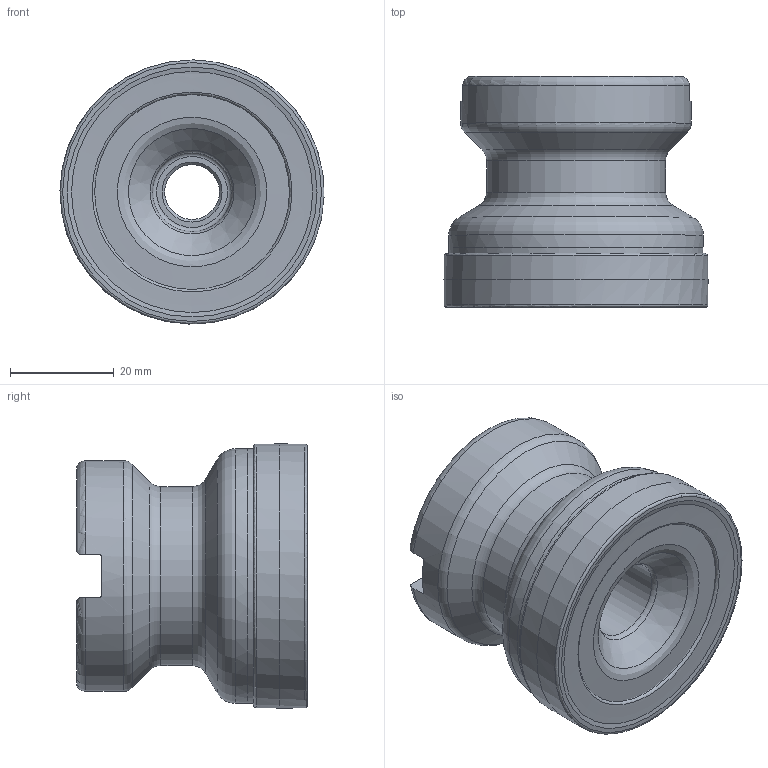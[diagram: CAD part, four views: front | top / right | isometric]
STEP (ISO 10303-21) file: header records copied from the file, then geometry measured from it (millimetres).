
FILE_DESCRIPTION(/* description */ (''),/* implementation_level */ '2;1');
FILE_NAME(/* name */ 'F90-APKT10-D200Z7S075I.stp',/* time_stamp */ '2023-04-13T14:13:49+09:00',/* author */ (''),/* organization */ (''),/* preprocessor_version */ 'ST-DEVELOPER v16',/* originating_system */ 'SIEMENS PLM Software NX 10.0',/* authorisation */ '');
FILE_SCHEMA (('AP203_CONFIGURATION_CONTROLLED_3D_DESIGN_OF_MECHANICAL_PARTS_AND_ASSEMBLIES_MIM_LF { 1 0 10303 403 2 1 2}'));
Length unit declared in the file: millimetre
Products named in the file (1): 12011A20364510np
Bounding box: 50.82 x 44.45 x 50.84 mm (x, y, z)
Volume: 53126.6 mm3; surface area: 16446 mm2
Topology: 1 solids, 2 shells, 66 faces, 185 edges, 137 vertices
Faces by surface type: plane 16, revolution 14, cylinder 11, torus 10, bspline 8, cone 7
Full cylindrical faces by diameter (mm): 10.541 x1, 15.24 x1, 19.05 x1, 19.85 x1, 34.45 x1, 44.45 x1, 49 x1
Entity records: 3702 total; most frequent: CARTESIAN_POINT 2379, DIRECTION 224, ORIENTED_EDGE 202, EDGE_LOOP 112, EDGE_CURVE 101, AXIS2_PLACEMENT_3D 93, FACE_BOUND 92, VERTEX_POINT 81
